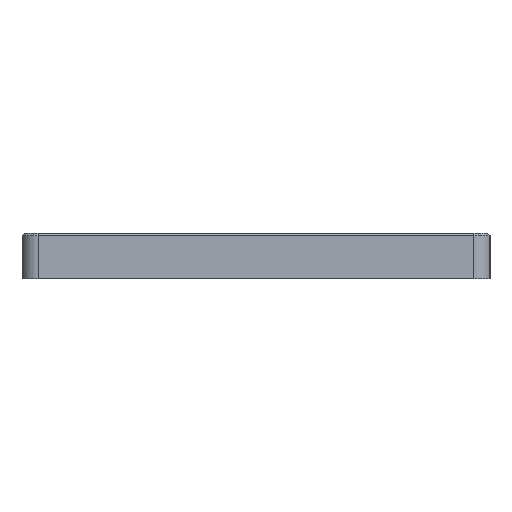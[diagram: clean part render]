
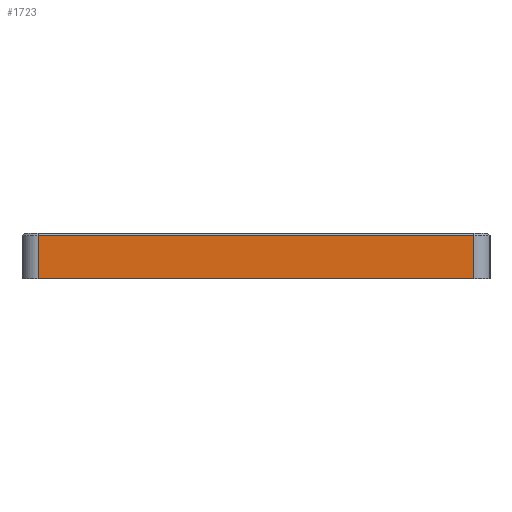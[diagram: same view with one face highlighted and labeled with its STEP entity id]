
A CAD part, left-side view. The second image highlights one B-rep face of the part: STEP entity #1723.
In plain terms, the highlighted planar face has unit normal (-1, 0, 0).
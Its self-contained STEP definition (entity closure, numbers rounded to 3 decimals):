
#157=FACE_OUTER_BOUND('',#257,.T.);
#257=EDGE_LOOP('',(#1480,#1481,#1482,#1483));
#436=LINE('',#2733,#598);
#507=LINE('',#2920,#669);
#508=LINE('',#2923,#670);
#509=LINE('',#2924,#671);
#598=VECTOR('',#2194,10.);
#669=VECTOR('',#2405,10.);
#670=VECTOR('',#2408,10.);
#671=VECTOR('',#2409,10.);
#789=VERTEX_POINT('',#2727);
#790=VERTEX_POINT('',#2731);
#836=VERTEX_POINT('',#2918);
#837=VERTEX_POINT('',#2922);
#977=EDGE_CURVE('',#789,#790,#436,.T.);
#1072=EDGE_CURVE('',#836,#789,#507,.T.);
#1073=EDGE_CURVE('',#837,#836,#508,.T.);
#1074=EDGE_CURVE('',#790,#837,#509,.T.);
#1480=ORIENTED_EDGE('',*,*,#977,.F.);
#1481=ORIENTED_EDGE('',*,*,#1072,.F.);
#1482=ORIENTED_EDGE('',*,*,#1073,.F.);
#1483=ORIENTED_EDGE('',*,*,#1074,.F.);
#1631=PLANE('',#1905);
#1723=ADVANCED_FACE('',(#157),#1631,.T.);
#1905=AXIS2_PLACEMENT_3D('',#2921,#2406,#2407);
#2194=DIRECTION('',(0.,-1.,0.));
#2405=DIRECTION('',(0.,0.,1.));
#2406=DIRECTION('center_axis',(-1.,0.,0.));
#2407=DIRECTION('ref_axis',(0.,-1.,0.));
#2408=DIRECTION('',(0.,1.,0.));
#2409=DIRECTION('',(0.,0.,-1.));
#2727=CARTESIAN_POINT('',(-6.475,2.475,7.3));
#2731=CARTESIAN_POINT('',(-6.475,-78.675,7.3));
#2733=CARTESIAN_POINT('',(-6.475,-16.313,7.3));
#2918=CARTESIAN_POINT('',(-6.475,2.475,-0.75));
#2920=CARTESIAN_POINT('',(-6.475,2.475,0.));
#2921=CARTESIAN_POINT('Origin',(-6.475,5.475,0.));
#2922=CARTESIAN_POINT('',(-6.475,-78.675,-0.75));
#2923=CARTESIAN_POINT('',(-6.475,-81.675,-0.75));
#2924=CARTESIAN_POINT('',(-6.475,-78.675,0.));
